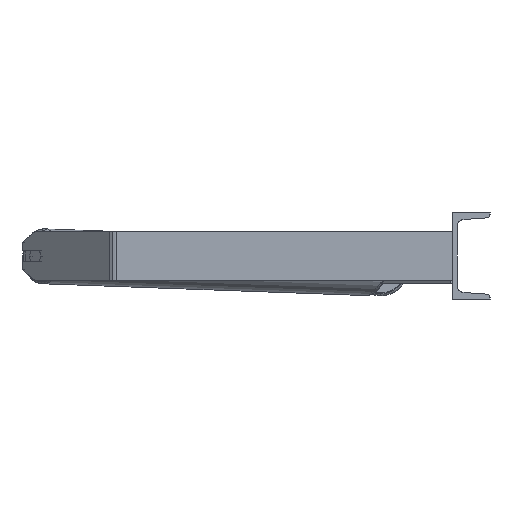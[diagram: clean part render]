
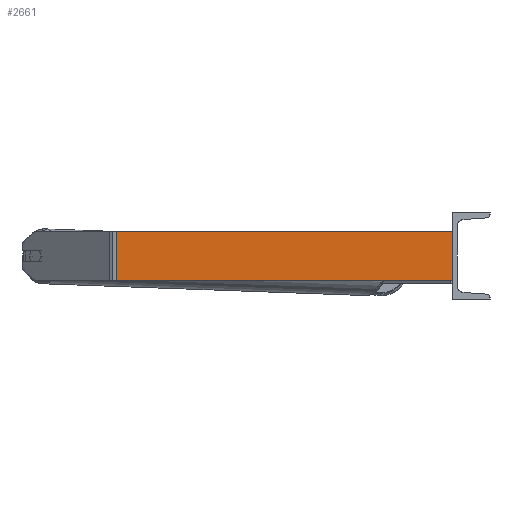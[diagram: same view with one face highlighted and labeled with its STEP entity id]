
A CAD part, left-side view. The second image highlights one B-rep face of the part: STEP entity #2661.
In plain terms, the highlighted planar face has unit normal (-1, 0, 0).
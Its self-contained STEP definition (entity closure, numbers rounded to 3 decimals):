
#227 = ORIENTED_EDGE ( 'NONE', *, *, #1660, .F. ) ;
#745 = CARTESIAN_POINT ( 'NONE',  ( -1085., 552.329, 40. ) ) ;
#1028 = CARTESIAN_POINT ( 'NONE',  ( -1085., 545.702, 40. ) ) ;
#1208 = VERTEX_POINT ( 'NONE', #6441 ) ;
#1489 = DIRECTION ( 'NONE',  ( 0., -1., 0. ) ) ;
#1660 = EDGE_CURVE ( 'NONE', #3545, #8309, #2121, .T. ) ;
#1819 = LINE ( 'NONE', #8056, #4026 ) ;
#2120 = FACE_OUTER_BOUND ( 'NONE', #3070, .T. ) ;
#2121 = LINE ( 'NONE', #6414, #4923 ) ;
#2154 = EDGE_CURVE ( 'NONE', #1208, #6083, #1819, .T. ) ;
#2661 = ADVANCED_FACE ( 'NONE', ( #2120 ), #4813, .F. ) ;
#2965 = CARTESIAN_POINT ( 'NONE',  ( -1085., 545.702, 40. ) ) ;
#3070 = EDGE_LOOP ( 'NONE', ( #3356, #6968, #227, #7041 ) ) ;
#3356 = ORIENTED_EDGE ( 'NONE', *, *, #2154, .T. ) ;
#3545 = VERTEX_POINT ( 'NONE', #1028 ) ;
#3651 = LINE ( 'NONE', #2965, #8812 ) ;
#4026 = VECTOR ( 'NONE', #6667, 1000. ) ;
#4193 = CARTESIAN_POINT ( 'NONE',  ( -1085., 0., -40. ) ) ;
#4373 = CARTESIAN_POINT ( 'NONE',  ( -1085., 0., 40. ) ) ;
#4813 = PLANE ( 'NONE',  #7348 ) ;
#4907 = DIRECTION ( 'NONE',  ( 0., 1., 0. ) ) ;
#4923 = VECTOR ( 'NONE', #1489, 1000. ) ;
#6083 = VERTEX_POINT ( 'NONE', #4193 ) ;
#6131 = EDGE_CURVE ( 'NONE', #8309, #6083, #6188, .T. ) ;
#6188 = LINE ( 'NONE', #4373, #8394 ) ;
#6321 = DIRECTION ( 'NONE',  ( 0., 0., -1. ) ) ;
#6414 = CARTESIAN_POINT ( 'NONE',  ( -1085., 552.329, 40. ) ) ;
#6441 = CARTESIAN_POINT ( 'NONE',  ( -1085., 545.702, -40. ) ) ;
#6667 = DIRECTION ( 'NONE',  ( 0., -1., 0. ) ) ;
#6747 = EDGE_CURVE ( 'NONE', #3545, #1208, #3651, .T. ) ;
#6968 = ORIENTED_EDGE ( 'NONE', *, *, #6131, .F. ) ;
#7041 = ORIENTED_EDGE ( 'NONE', *, *, #6747, .T. ) ;
#7348 = AXIS2_PLACEMENT_3D ( 'NONE', #745, #7607, #4907 ) ;
#7607 = DIRECTION ( 'NONE',  ( 1., 0., 0. ) ) ;
#7760 = DIRECTION ( 'NONE',  ( 0., 0., -1. ) ) ;
#7792 = CARTESIAN_POINT ( 'NONE',  ( -1085., 0., 40. ) ) ;
#8056 = CARTESIAN_POINT ( 'NONE',  ( -1085., 552.329, -40. ) ) ;
#8309 = VERTEX_POINT ( 'NONE', #7792 ) ;
#8394 = VECTOR ( 'NONE', #6321, 1000. ) ;
#8812 = VECTOR ( 'NONE', #7760, 1000. ) ;
